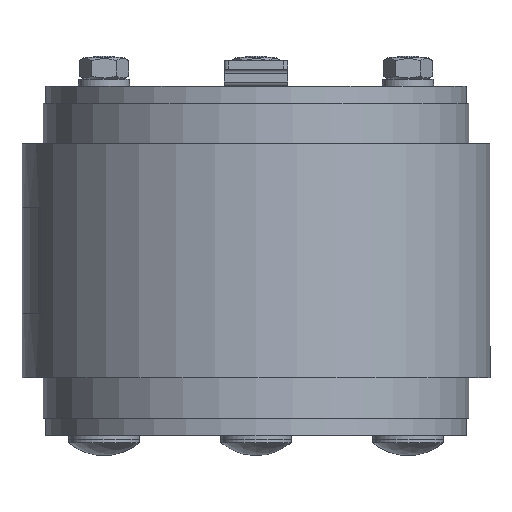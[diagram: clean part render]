
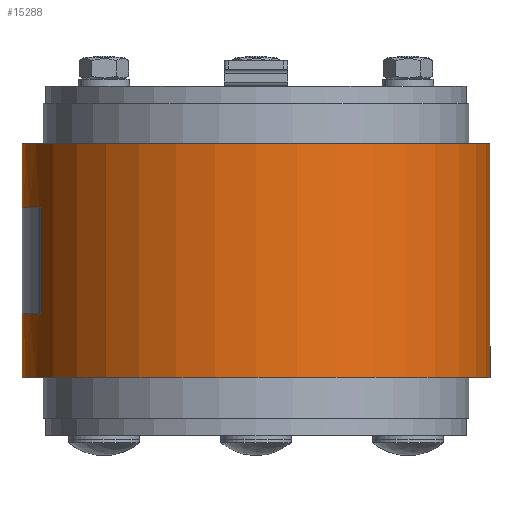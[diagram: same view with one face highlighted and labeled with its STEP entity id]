
A CAD part, front view. The second image highlights one B-rep face of the part: STEP entity #15288.
In plain terms, the highlighted cylindrical face has radius 55 mm (diameter 110 mm), a partial arc.
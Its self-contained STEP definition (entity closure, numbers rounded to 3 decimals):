
#1899=LINE('',#25641,#3554);
#1906=LINE('',#25658,#3561);
#1916=LINE('',#25677,#3571);
#1925=LINE('',#25700,#3580);
#1932=LINE('',#25724,#3587);
#1933=LINE('',#25726,#3588);
#3554=VECTOR('',#19438,25.);
#3561=VECTOR('',#19455,15.);
#3571=VECTOR('',#19475,15.);
#3580=VECTOR('',#19498,25.);
#3587=VECTOR('',#19525,15.);
#3588=VECTOR('',#19528,15.);
#5537=FACE_OUTER_BOUND('',#6447,.T.);
#6447=EDGE_LOOP('',(#14283,#14284,#14285,#14286,#14287,#14288,#14289,#14290,
#14291,#14292,#14293,#14294,#14295,#14296));
#6615=CIRCLE('',#16127,55.);
#6617=CIRCLE('',#16130,55.);
#6619=CIRCLE('',#16133,55.);
#6621=CIRCLE('',#16137,55.);
#6623=CIRCLE('',#16150,55.);
#6625=CIRCLE('',#16154,55.);
#6628=CIRCLE('',#16158,55.);
#6629=CIRCLE('',#16160,55.);
#7995=VERTEX_POINT('',#25613);
#7996=VERTEX_POINT('',#25614);
#7999=VERTEX_POINT('',#25622);
#8000=VERTEX_POINT('',#25623);
#8003=VERTEX_POINT('',#25631);
#8004=VERTEX_POINT('',#25632);
#8007=VERTEX_POINT('',#25640);
#8009=VERTEX_POINT('',#25646);
#8019=VERTEX_POINT('',#25690);
#8020=VERTEX_POINT('',#25691);
#8023=VERTEX_POINT('',#25699);
#8025=VERTEX_POINT('',#25705);
#8028=VERTEX_POINT('',#25713);
#8029=VERTEX_POINT('',#25717);
#10073=EDGE_CURVE('',#7995,#7996,#6615,.T.);
#10077=EDGE_CURVE('',#7999,#8000,#6617,.T.);
#10081=EDGE_CURVE('',#8003,#8004,#6619,.T.);
#10085=EDGE_CURVE('',#8004,#8007,#1899,.T.);
#10088=EDGE_CURVE('',#8007,#8009,#6621,.T.);
#10094=EDGE_CURVE('',#7995,#8009,#1906,.T.);
#10104=EDGE_CURVE('',#8003,#8000,#1916,.T.);
#10111=EDGE_CURVE('',#8019,#8020,#6623,.T.);
#10115=EDGE_CURVE('',#8023,#8019,#1925,.T.);
#10118=EDGE_CURVE('',#8025,#8023,#6625,.T.);
#10123=EDGE_CURVE('',#8028,#7996,#6628,.T.);
#10124=EDGE_CURVE('',#7999,#8029,#6629,.T.);
#10128=EDGE_CURVE('',#8029,#8025,#1932,.T.);
#10129=EDGE_CURVE('',#8020,#8028,#1933,.T.);
#14283=ORIENTED_EDGE('',*,*,#10123,.F.);
#14284=ORIENTED_EDGE('',*,*,#10129,.F.);
#14285=ORIENTED_EDGE('',*,*,#10111,.F.);
#14286=ORIENTED_EDGE('',*,*,#10115,.F.);
#14287=ORIENTED_EDGE('',*,*,#10118,.F.);
#14288=ORIENTED_EDGE('',*,*,#10128,.F.);
#14289=ORIENTED_EDGE('',*,*,#10124,.F.);
#14290=ORIENTED_EDGE('',*,*,#10077,.T.);
#14291=ORIENTED_EDGE('',*,*,#10104,.F.);
#14292=ORIENTED_EDGE('',*,*,#10081,.T.);
#14293=ORIENTED_EDGE('',*,*,#10085,.T.);
#14294=ORIENTED_EDGE('',*,*,#10088,.T.);
#14295=ORIENTED_EDGE('',*,*,#10094,.F.);
#14296=ORIENTED_EDGE('',*,*,#10073,.T.);
#14481=CYLINDRICAL_SURFACE('',#16164,55.);
#15288=ADVANCED_FACE('',(#5537),#14481,.T.);
#16127=AXIS2_PLACEMENT_3D('',#25615,#19414,#19415);
#16130=AXIS2_PLACEMENT_3D('',#25624,#19422,#19423);
#16133=AXIS2_PLACEMENT_3D('',#25633,#19430,#19431);
#16137=AXIS2_PLACEMENT_3D('',#25647,#19443,#19444);
#16150=AXIS2_PLACEMENT_3D('',#25692,#19490,#19491);
#16154=AXIS2_PLACEMENT_3D('',#25706,#19503,#19504);
#16158=AXIS2_PLACEMENT_3D('',#25715,#19513,#19514);
#16160=AXIS2_PLACEMENT_3D('',#25718,#19517,#19518);
#16164=AXIS2_PLACEMENT_3D('',#25728,#19530,#19531);
#19414=DIRECTION('center_axis',(0.,1.,0.));
#19415=DIRECTION('ref_axis',(0.,0.,1.));
#19422=DIRECTION('center_axis',(0.,-1.,0.));
#19423=DIRECTION('ref_axis',(0.,0.,1.));
#19430=DIRECTION('center_axis',(0.,1.,0.));
#19431=DIRECTION('ref_axis',(0.,0.,1.));
#19438=DIRECTION('',(0.,-1.,0.));
#19443=DIRECTION('center_axis',(0.,-1.,0.));
#19444=DIRECTION('ref_axis',(0.,0.,1.));
#19455=DIRECTION('',(0.,1.,0.));
#19475=DIRECTION('',(0.,1.,0.));
#19490=DIRECTION('center_axis',(0.,-1.,0.));
#19491=DIRECTION('ref_axis',(-0.39,0.,-0.921));
#19498=DIRECTION('',(0.,-1.,0.));
#19503=DIRECTION('center_axis',(0.,1.,0.));
#19504=DIRECTION('ref_axis',(0.,0.,-1.));
#19513=DIRECTION('center_axis',(0.,-1.,0.));
#19514=DIRECTION('ref_axis',(0.,0.,-1.));
#19517=DIRECTION('center_axis',(0.,1.,0.));
#19518=DIRECTION('ref_axis',(0.,0.,-1.));
#19525=DIRECTION('',(0.,-1.,0.));
#19528=DIRECTION('',(0.,-1.,0.));
#19530=DIRECTION('center_axis',(0.,1.,0.));
#19531=DIRECTION('ref_axis',(0.,0.,-1.));
#25613=CARTESIAN_POINT('',(-82.459,-27.5,5.));
#25614=CARTESIAN_POINT('',(-82.459,-27.5,-105.));
#25615=CARTESIAN_POINT('Origin',(-82.459,-27.5,-50.));
#25622=CARTESIAN_POINT('',(-82.459,27.5,-105.));
#25623=CARTESIAN_POINT('',(-82.459,27.5,5.));
#25624=CARTESIAN_POINT('Origin',(-82.459,27.5,-50.));
#25631=CARTESIAN_POINT('',(-82.459,12.5,5.));
#25632=CARTESIAN_POINT('',(-62.015,12.5,1.059));
#25633=CARTESIAN_POINT('Origin',(-82.459,12.5,-50.));
#25640=CARTESIAN_POINT('',(-62.015,-12.5,1.059));
#25641=CARTESIAN_POINT('',(-62.015,0.,1.059));
#25646=CARTESIAN_POINT('',(-82.459,-12.5,5.));
#25647=CARTESIAN_POINT('Origin',(-82.459,-12.5,-50.));
#25658=CARTESIAN_POINT('',(-82.459,-13.75,5.));
#25677=CARTESIAN_POINT('',(-82.459,6.25,5.));
#25690=CARTESIAN_POINT('',(-103.885,-12.5,-100.655));
#25691=CARTESIAN_POINT('',(-82.468,-12.5,-105.));
#25692=CARTESIAN_POINT('Origin',(-82.459,-12.5,-50.));
#25699=CARTESIAN_POINT('',(-103.885,12.5,-100.655));
#25700=CARTESIAN_POINT('',(-103.885,-12.5,-100.655));
#25705=CARTESIAN_POINT('',(-82.468,12.5,-105.));
#25706=CARTESIAN_POINT('Origin',(-82.459,12.5,-50.));
#25713=CARTESIAN_POINT('',(-82.468,-27.5,-105.));
#25715=CARTESIAN_POINT('Origin',(-82.459,-27.5,-50.));
#25717=CARTESIAN_POINT('',(-82.468,27.5,-105.));
#25718=CARTESIAN_POINT('Origin',(-82.459,27.5,-50.));
#25724=CARTESIAN_POINT('',(-82.468,-27.5,-105.));
#25726=CARTESIAN_POINT('',(-82.468,-27.5,-105.));
#25728=CARTESIAN_POINT('Origin',(-82.459,0.,
-50.));
